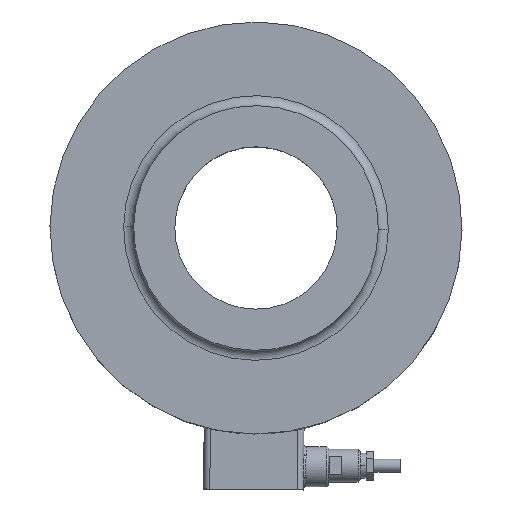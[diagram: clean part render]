
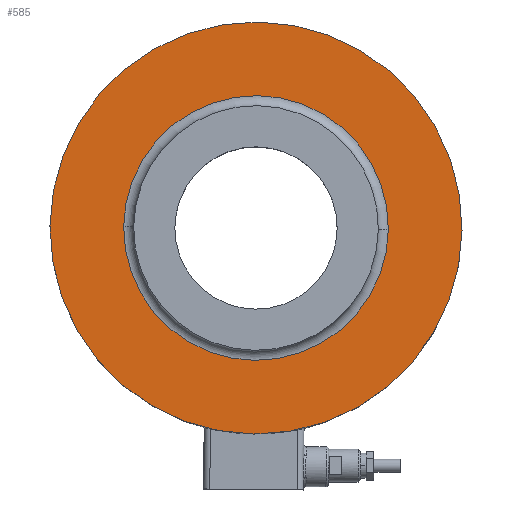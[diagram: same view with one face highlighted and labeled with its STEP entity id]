
A CAD part, top view. The second image highlights one B-rep face of the part: STEP entity #585.
In plain terms, the highlighted planar face has unit normal (0, 0, 1).
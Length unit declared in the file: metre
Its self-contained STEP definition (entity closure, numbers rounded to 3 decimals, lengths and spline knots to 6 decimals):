
#585=ADVANCED_FACE('0:22993',(#1261,#1262),#1263,.F.);
#1261=FACE_OUTER_BOUND('',#2164,.T.);
#1262=FACE_BOUND('',#2165,.T.);
#1263=PLANE('',#2166);
#2164=EDGE_LOOP('',(#4078,#4079));
#2165=EDGE_LOOP('',(#4080,#4081));
#2166=AXIS2_PLACEMENT_3D('',#4082,#4083,#4084);
#4078=ORIENTED_EDGE('',*,*,#5512,.T.);
#4079=ORIENTED_EDGE('',*,*,#5362,.T.);
#4080=ORIENTED_EDGE('',*,*,#5458,.T.);
#4081=ORIENTED_EDGE('',*,*,#4991,.T.);
#4082=CARTESIAN_POINT('',(-0.000669,-0.063996,0.069));
#4083=DIRECTION('',(0.,0.,-1.0));
#4084=DIRECTION('',(-0.01,-1.,0.));
#4991=EDGE_CURVE('',#5968,#5970,#5972,.F.);
#5362=EDGE_CURVE('',#6550,#6552,#6554,.F.);
#5458=EDGE_CURVE('0:23794',#5970,#5968,#6677,.F.);
#5512=EDGE_CURVE('0:23749',#6552,#6550,#6742,.F.);
#5968=VERTEX_POINT('',#7521);
#5970=VERTEX_POINT('',#7523);
#5972=CIRCLE('',#7525,0.053);
#6550=VERTEX_POINT('',#8650);
#6552=VERTEX_POINT('',#8653);
#6554=CIRCLE('',#8656,0.0825);
#6677=CIRCLE('',#8861,0.053);
#6742=CIRCLE('',#8958,0.0825);
#7521=CARTESIAN_POINT('',(0.052998,-0.000555,0.069));
#7523=CARTESIAN_POINT('',(-0.052996,0.000555,0.069));
#7525=AXIS2_PLACEMENT_3D('',#9354,#9355,#9356);
#8650=CARTESIAN_POINT('',(0.082496,-0.000864,0.069));
#8653=CARTESIAN_POINT('',(-0.082495,0.000864,0.069));
#8656=AXIS2_PLACEMENT_3D('',#9669,#9670,#9671);
#8861=AXIS2_PLACEMENT_3D('',#9749,#9750,#9751);
#8958=AXIS2_PLACEMENT_3D('',#9796,#9797,#9798);
#9354=CARTESIAN_POINT('',(0.000001,0.,0.069));
#9355=DIRECTION('',(0.,0.,1.0));
#9356=DIRECTION('',(1.,-0.01,0.));
#9669=CARTESIAN_POINT('',(0.000001,0.,0.069));
#9670=DIRECTION('',(0.,0.,-1.0));
#9671=DIRECTION('',(1.,-0.01,0.));
#9749=CARTESIAN_POINT('',(0.000001,0.,0.069));
#9750=DIRECTION('',(0.,0.,1.0));
#9751=DIRECTION('',(1.,-0.01,0.));
#9796=CARTESIAN_POINT('',(0.000001,0.,0.069));
#9797=DIRECTION('',(0.,0.,-1.0));
#9798=DIRECTION('',(1.,-0.01,0.));
